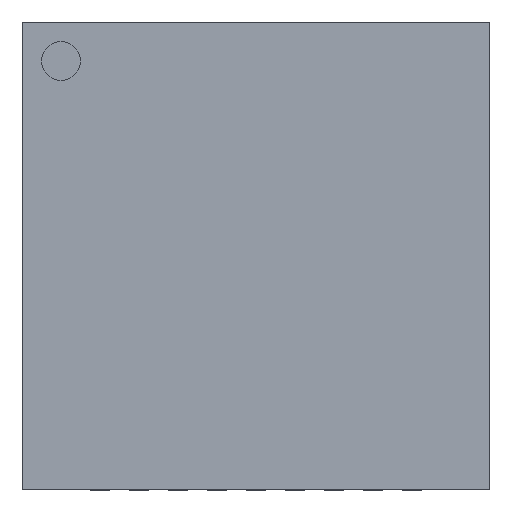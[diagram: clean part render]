
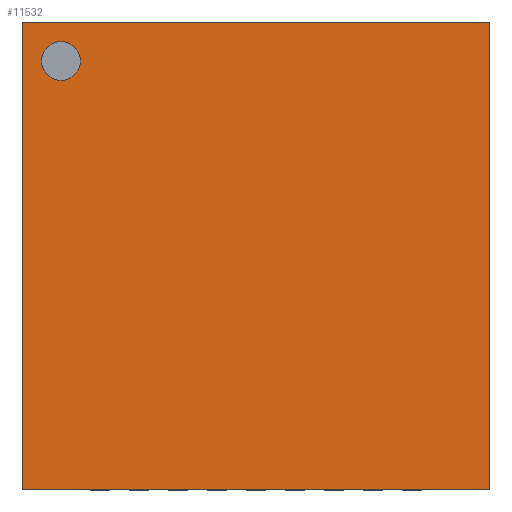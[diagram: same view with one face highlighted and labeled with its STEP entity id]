
A CAD part, top view. The second image highlights one B-rep face of the part: STEP entity #11532.
In plain terms, the highlighted planar face has unit normal (0, 0, 1).
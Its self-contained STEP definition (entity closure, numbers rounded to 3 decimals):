
#6264=CARTESIAN_POINT('',(-2.25,2.5,0.9));
#6265=VERTEX_POINT('',#6264);
#6274=CARTESIAN_POINT('',(-2.75,2.5,0.9));
#6275=VERTEX_POINT('',#6274);
#6276=CARTESIAN_POINT('',(-2.5,2.5,0.9));
#6277=DIRECTION('',(0.0,0.0,-1.0));
#6278=DIRECTION('',(1.0,0.0,0.0));
#6279=AXIS2_PLACEMENT_3D('',#6276,#6277,#6278);
#6280=CIRCLE('',#6279,0.25);
#6281=EDGE_CURVE('',#6275,#6265,#6280,.T.);
#6315=CARTESIAN_POINT('',(-2.5,2.5,0.9));
#6316=DIRECTION('',(0.0,0.0,-1.0));
#6317=DIRECTION('',(1.0,0.0,0.0));
#6318=AXIS2_PLACEMENT_3D('',#6315,#6316,#6317);
#6319=CIRCLE('',#6318,0.25);
#6320=EDGE_CURVE('',#6265,#6275,#6319,.T.);
#11085=CARTESIAN_POINT('',(-3.,-3.,0.9));
#11086=VERTEX_POINT('',#11085);
#11093=CARTESIAN_POINT('',(-3.,3.,0.9));
#11094=VERTEX_POINT('',#11093);
#11095=CARTESIAN_POINT('',(-3.,3.,0.9));
#11096=DIRECTION('',(0.0,-1.0,0.0));
#11097=VECTOR('',#11096,6.0);
#11098=LINE('',#11095,#11097);
#11099=EDGE_CURVE('',#11094,#11086,#11098,.T.);
#11278=CARTESIAN_POINT('',(3.,-3.,0.9));
#11279=VERTEX_POINT('',#11278);
#11286=CARTESIAN_POINT('',(-3.,-3.,0.9));
#11287=DIRECTION('',(1.0,0.0,0.0));
#11288=VECTOR('',#11287,6.0);
#11289=LINE('',#11286,#11288);
#11290=EDGE_CURVE('',#11086,#11279,#11289,.T.);
#11390=CARTESIAN_POINT('',(3.,3.,0.9));
#11391=VERTEX_POINT('',#11390);
#11398=CARTESIAN_POINT('',(3.,-3.,0.9));
#11399=DIRECTION('',(0.0,1.0,0.0));
#11400=VECTOR('',#11399,6.0);
#11401=LINE('',#11398,#11400);
#11402=EDGE_CURVE('',#11279,#11391,#11401,.T.);
#11501=CARTESIAN_POINT('',(3.,3.,0.9));
#11502=DIRECTION('',(-1.0,0.0,0.0));
#11503=VECTOR('',#11502,6.0);
#11504=LINE('',#11501,#11503);
#11505=EDGE_CURVE('',#11391,#11094,#11504,.T.);
#11517=CARTESIAN_POINT('',(0.0,0.0,0.9));
#11518=DIRECTION('',(0.0,0.0,1.0));
#11519=DIRECTION('',(0.0,-1.0,0.0));
#11520=AXIS2_PLACEMENT_3D('',#11517,#11518,#11519);
#11521=PLANE('',#11520);
#11522=ORIENTED_EDGE('',*,*,#11290,.T.);
#11523=ORIENTED_EDGE('',*,*,#11402,.T.);
#11524=ORIENTED_EDGE('',*,*,#11505,.T.);
#11525=ORIENTED_EDGE('',*,*,#11099,.T.);
#11526=EDGE_LOOP('',(#11522,#11523,#11524,#11525));
#11527=FACE_OUTER_BOUND('',#11526,.T.);
#11528=ORIENTED_EDGE('',*,*,#6320,.T.);
#11529=ORIENTED_EDGE('',*,*,#6281,.T.);
#11530=EDGE_LOOP('',(#11528,#11529));
#11531=FACE_BOUND('',#11530,.T.);
#11532=ADVANCED_FACE('',(#11527,#11531),#11521,.T.);
